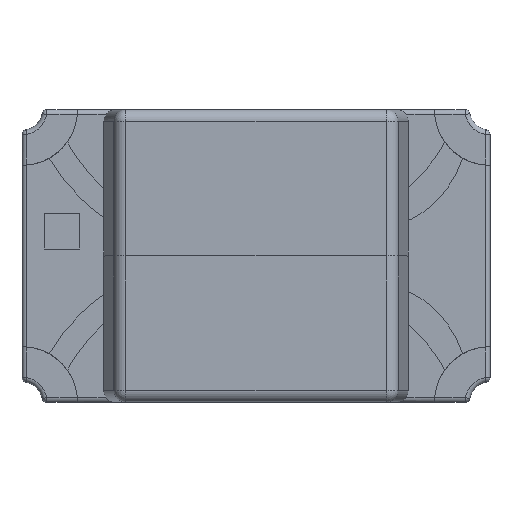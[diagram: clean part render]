
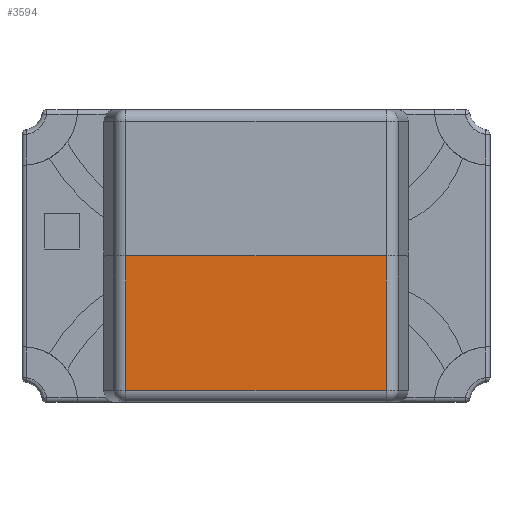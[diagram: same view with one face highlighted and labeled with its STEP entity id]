
A CAD part, top view. The second image highlights one B-rep face of the part: STEP entity #3594.
In plain terms, the highlighted planar face has unit normal (0, 0, 1).
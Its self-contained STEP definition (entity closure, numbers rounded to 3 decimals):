
#173 = LINE ( 'NONE', #811, #5394 ) ;
#230 = DIRECTION ( 'NONE',  ( 0., 0., 1. ) ) ;
#811 = CARTESIAN_POINT ( 'NONE',  ( 0.558, 0., 0.45 ) ) ;
#860 = EDGE_CURVE ( 'NONE', #8896, #5726, #3476, .T. ) ;
#1121 = ORIENTED_EDGE ( 'NONE', *, *, #8473, .T. ) ;
#1193 = VECTOR ( 'NONE', #8564, 1000. ) ;
#1720 = CARTESIAN_POINT ( 'NONE',  ( 0., 0., 0.45 ) ) ;
#1847 = ORIENTED_EDGE ( 'NONE', *, *, #860, .T. ) ;
#2955 = ORIENTED_EDGE ( 'NONE', *, *, #3767, .T. ) ;
#3424 = VECTOR ( 'NONE', #6712, 1000. ) ;
#3476 = LINE ( 'NONE', #8271, #4109 ) ;
#3500 = PLANE ( 'NONE',  #4854 ) ;
#3594 = ADVANCED_FACE ( 'NONE', ( #7032 ), #3500, .T. ) ;
#3767 = EDGE_CURVE ( 'NONE', #7833, #8896, #6130, .T. ) ;
#4109 = VECTOR ( 'NONE', #5561, 1000. ) ;
#4139 = CARTESIAN_POINT ( 'NONE',  ( -0.558, -0.575, 0.45 ) ) ;
#4299 = EDGE_LOOP ( 'NONE', ( #5297, #2955, #1847, #1121 ) ) ;
#4438 = CARTESIAN_POINT ( 'NONE',  ( -0.558, 0., 0.45 ) ) ;
#4516 = CARTESIAN_POINT ( 'NONE',  ( 0.558, -0.575, 0.45 ) ) ;
#4854 = AXIS2_PLACEMENT_3D ( 'NONE', #8435, #230, #8529 ) ;
#4891 = DIRECTION ( 'NONE',  ( 0., 1., 0. ) ) ;
#5297 = ORIENTED_EDGE ( 'NONE', *, *, #8644, .F. ) ;
#5394 = VECTOR ( 'NONE', #4891, 1000. ) ;
#5561 = DIRECTION ( 'NONE',  ( 1., 0., 0. ) ) ;
#5605 = VERTEX_POINT ( 'NONE', #7805 ) ;
#5726 = VERTEX_POINT ( 'NONE', #4516 ) ;
#6130 = LINE ( 'NONE', #8243, #3424 ) ;
#6712 = DIRECTION ( 'NONE',  ( 0., -1., 0. ) ) ;
#7032 = FACE_OUTER_BOUND ( 'NONE', #4299, .T. ) ;
#7805 = CARTESIAN_POINT ( 'NONE',  ( 0.558, 0., 0.45 ) ) ;
#7833 = VERTEX_POINT ( 'NONE', #4438 ) ;
#8243 = CARTESIAN_POINT ( 'NONE',  ( -0.558, -0.625, 0.45 ) ) ;
#8271 = CARTESIAN_POINT ( 'NONE',  ( 0.6, -0.575, 0.45 ) ) ;
#8435 = CARTESIAN_POINT ( 'NONE',  ( 0., 0., 0.45 ) ) ;
#8473 = EDGE_CURVE ( 'NONE', #5726, #5605, #173, .T. ) ;
#8529 = DIRECTION ( 'NONE',  ( 1., 0., 0. ) ) ;
#8564 = DIRECTION ( 'NONE',  ( 1., 0., 0. ) ) ;
#8644 = EDGE_CURVE ( 'NONE', #7833, #5605, #8750, .T. ) ;
#8750 = LINE ( 'NONE', #1720, #1193 ) ;
#8896 = VERTEX_POINT ( 'NONE', #4139 ) ;
